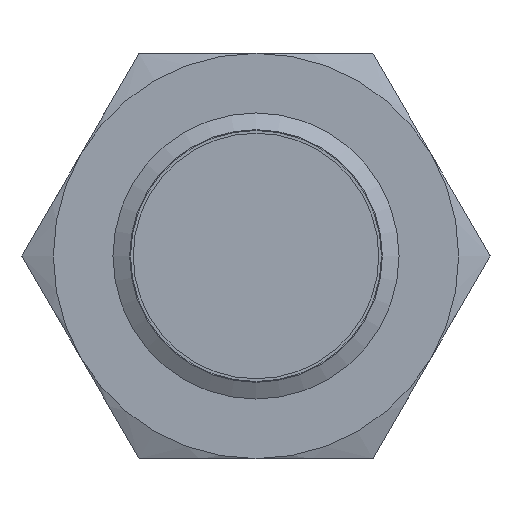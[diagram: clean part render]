
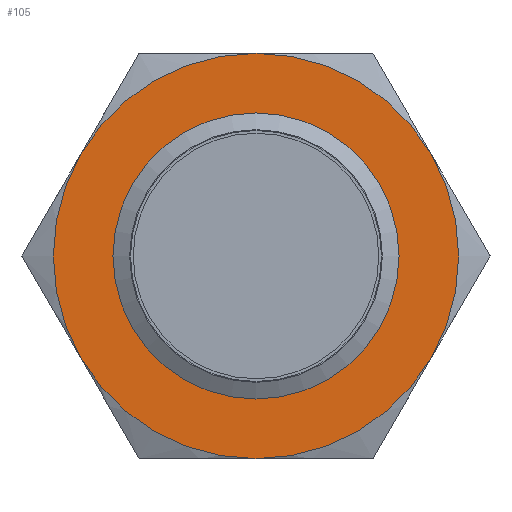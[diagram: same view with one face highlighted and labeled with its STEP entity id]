
A CAD part, left-side view. The second image highlights one B-rep face of the part: STEP entity #105.
In plain terms, the highlighted planar face has unit normal (-1, 0, 0).
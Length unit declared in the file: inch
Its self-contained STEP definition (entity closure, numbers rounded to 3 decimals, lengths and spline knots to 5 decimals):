
#18 = ORIENTED_EDGE ( 'NONE', *, *, #1698, .F. ) ;
#67 = VERTEX_POINT ( 'NONE', #1356 ) ;
#105 = ADVANCED_FACE ( 'NONE', ( #2487, #1708 ), #1998, .F. ) ;
#316 = CARTESIAN_POINT ( 'NONE',  ( 0.3937, 0., 0. ) ) ;
#328 = VERTEX_POINT ( 'NONE', #858 ) ;
#346 = CARTESIAN_POINT ( 'NONE',  ( 0.3937, 0.28981, 0.16732 ) ) ;
#514 = ORIENTED_EDGE ( 'NONE', *, *, #2593, .F. ) ;
#536 = ORIENTED_EDGE ( 'NONE', *, *, #1768, .F. ) ;
#546 = DIRECTION ( 'NONE',  ( 0., 1., 0. ) ) ;
#640 = AXIS2_PLACEMENT_3D ( 'NONE', #1766, #1529, #901 ) ;
#642 = CARTESIAN_POINT ( 'NONE',  ( 0.3937, 0., 0. ) ) ;
#714 = ORIENTED_EDGE ( 'NONE', *, *, #1652, .F. ) ;
#764 = CARTESIAN_POINT ( 'NONE',  ( 0.3937, 0., 0. ) ) ;
#811 = VERTEX_POINT ( 'NONE', #1745 ) ;
#858 = CARTESIAN_POINT ( 'NONE',  ( 0.3937, 0., -0.33465 ) ) ;
#872 = DIRECTION ( 'NONE',  ( 1., 0., 0. ) ) ;
#885 = CIRCLE ( 'NONE', #2229, 0.33465 ) ;
#901 = DIRECTION ( 'NONE',  ( 0., 0., -1. ) ) ;
#974 = DIRECTION ( 'NONE',  ( 0., 0., -1. ) ) ;
#981 = DIRECTION ( 'NONE',  ( 0., 1., 0. ) ) ;
#1016 = VERTEX_POINT ( 'NONE', #346 ) ;
#1178 = CIRCLE ( 'NONE', #1671, 0.33465 ) ;
#1218 = CIRCLE ( 'NONE', #2455, 0.33465 ) ;
#1244 = CARTESIAN_POINT ( 'NONE',  ( 0.3937, 0.28981, -0.16732 ) ) ;
#1270 = DIRECTION ( 'NONE',  ( 1., 0., 0. ) ) ;
#1275 = DIRECTION ( 'NONE',  ( -1., 0., 0. ) ) ;
#1290 = CARTESIAN_POINT ( 'NONE',  ( 0.3937, 0., 0.23622 ) ) ;
#1304 = CARTESIAN_POINT ( 'NONE',  ( 0.3937, 0., 0. ) ) ;
#1330 = EDGE_CURVE ( 'NONE', #811, #328, #885, .T. ) ;
#1356 = CARTESIAN_POINT ( 'NONE',  ( 0.3937, -0.28981, 0.16732 ) ) ;
#1422 = AXIS2_PLACEMENT_3D ( 'NONE', #2389, #2186, #974 ) ;
#1458 = AXIS2_PLACEMENT_3D ( 'NONE', #2299, #1275, #2504 ) ;
#1529 = DIRECTION ( 'NONE',  ( 1., 0., 0. ) ) ;
#1539 = CIRCLE ( 'NONE', #1422, 0.33465 ) ;
#1550 = CARTESIAN_POINT ( 'NONE',  ( 0.3937, 0., 0. ) ) ;
#1580 = ORIENTED_EDGE ( 'NONE', *, *, #2033, .F. ) ;
#1601 = EDGE_LOOP ( 'NONE', ( #18, #2082, #514, #714, #2306, #536 ) ) ;
#1606 = DIRECTION ( 'NONE',  ( 1., 0., 0. ) ) ;
#1652 = EDGE_CURVE ( 'NONE', #2660, #67, #1218, .T. ) ;
#1671 = AXIS2_PLACEMENT_3D ( 'NONE', #642, #1270, #2710 ) ;
#1698 = EDGE_CURVE ( 'NONE', #328, #1991, #2039, .T. ) ;
#1708 = FACE_OUTER_BOUND ( 'NONE', #1601, .T. ) ;
#1726 = DIRECTION ( 'NONE',  ( 1., 0., 0. ) ) ;
#1738 = CIRCLE ( 'NONE', #1458, 0.23622 ) ;
#1745 = CARTESIAN_POINT ( 'NONE',  ( 0.3937, -0.28981, -0.16732 ) ) ;
#1766 = CARTESIAN_POINT ( 'NONE',  ( 0.3937, 0., 0. ) ) ;
#1768 = EDGE_CURVE ( 'NONE', #1991, #1016, #1539, .T. ) ;
#1898 = DIRECTION ( 'NONE',  ( 0., 1., 0. ) ) ;
#1991 = VERTEX_POINT ( 'NONE', #1244 ) ;
#1998 = PLANE ( 'NONE',  #640 ) ;
#2033 = EDGE_CURVE ( 'NONE', #2616, #2616, #1738, .T. ) ;
#2039 = CIRCLE ( 'NONE', #2705, 0.33465 ) ;
#2052 = DIRECTION ( 'NONE',  ( 0., 0., -1. ) ) ;
#2082 = ORIENTED_EDGE ( 'NONE', *, *, #1330, .F. ) ;
#2186 = DIRECTION ( 'NONE',  ( 1., 0., 0. ) ) ;
#2193 = EDGE_LOOP ( 'NONE', ( #1580 ) ) ;
#2229 = AXIS2_PLACEMENT_3D ( 'NONE', #316, #2607, #546 ) ;
#2299 = CARTESIAN_POINT ( 'NONE',  ( 0.3937, 0., 0. ) ) ;
#2306 = ORIENTED_EDGE ( 'NONE', *, *, #2628, .F. ) ;
#2389 = CARTESIAN_POINT ( 'NONE',  ( 0.3937, 0., 0. ) ) ;
#2455 = AXIS2_PLACEMENT_3D ( 'NONE', #1304, #872, #1898 ) ;
#2487 = FACE_BOUND ( 'NONE', #2193, .T. ) ;
#2504 = DIRECTION ( 'NONE',  ( 0., 0., 1. ) ) ;
#2515 = AXIS2_PLACEMENT_3D ( 'NONE', #764, #1606, #2052 ) ;
#2593 = EDGE_CURVE ( 'NONE', #67, #811, #2682, .T. ) ;
#2607 = DIRECTION ( 'NONE',  ( 1., 0., 0. ) ) ;
#2616 = VERTEX_POINT ( 'NONE', #1290 ) ;
#2628 = EDGE_CURVE ( 'NONE', #1016, #2660, #1178, .T. ) ;
#2660 = VERTEX_POINT ( 'NONE', #2724 ) ;
#2682 = CIRCLE ( 'NONE', #2515, 0.33465 ) ;
#2705 = AXIS2_PLACEMENT_3D ( 'NONE', #1550, #1726, #981 ) ;
#2710 = DIRECTION ( 'NONE',  ( 0., 1., 0. ) ) ;
#2724 = CARTESIAN_POINT ( 'NONE',  ( 0.3937, 0., 0.33465 ) ) ;
